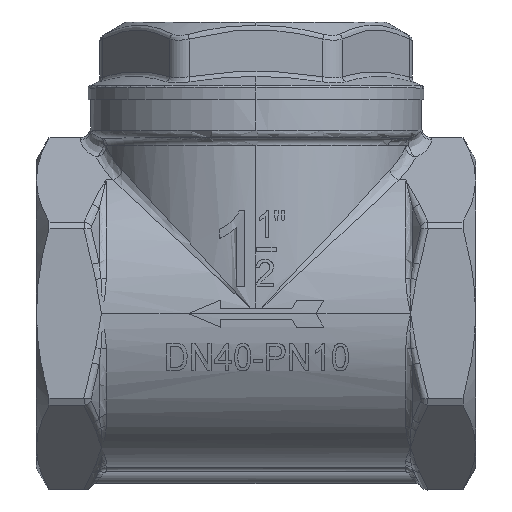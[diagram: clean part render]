
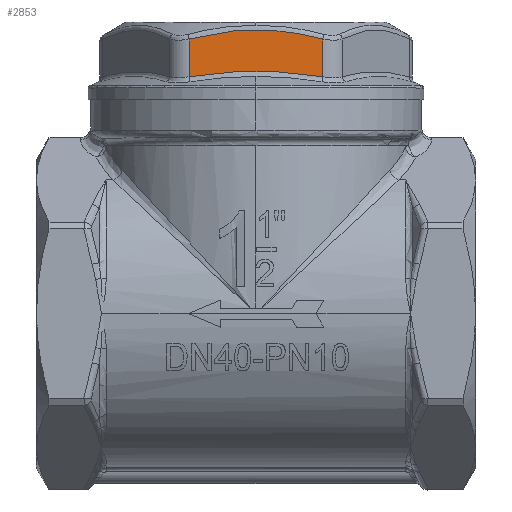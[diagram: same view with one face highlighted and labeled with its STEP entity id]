
A CAD part, top view. The second image highlights one B-rep face of the part: STEP entity #2853.
In plain terms, the highlighted planar face has unit normal (0, 0, 1).
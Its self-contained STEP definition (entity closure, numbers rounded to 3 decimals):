
#377 = EDGE_CURVE ( 'NONE', #23517, #6533, #28574, .T. ) ;
#643 = CARTESIAN_POINT ( 'NONE',  ( 2.042, 52.32, 25.5 ) ) ;
#774 = CARTESIAN_POINT ( 'NONE',  ( -2.12, 52.355, 25.5 ) ) ;
#2359 = CARTESIAN_POINT ( 'NONE',  ( 4.347, 44.576, 25.5 ) ) ;
#2481 = CARTESIAN_POINT ( 'NONE',  ( -12.323, 48.349, 25.5 ) ) ;
#2853 = ADVANCED_FACE ( 'NONE', ( #8041 ), #29459, .T. ) ;
#3249 = CARTESIAN_POINT ( 'NONE',  ( 10.299, 51.193, 25.5 ) ) ;
#3865 = DIRECTION ( 'NONE',  ( 0., 0., 1. ) ) ;
#4480 = CARTESIAN_POINT ( 'NONE',  ( 12.323, 50.668, 25.5 ) ) ;
#4507 = CARTESIAN_POINT ( 'NONE',  ( 12.323, 46.029, 25.5 ) ) ;
#4949 = CARTESIAN_POINT ( 'NONE',  ( 6.097, 44.45, 25.5 ) ) ;
#5326 = B_SPLINE_CURVE_WITH_KNOTS ( 'NONE', 3,
 ( #24792, #9327, #4507, #33001 ),
 .UNSPECIFIED., .F., .F.,
 ( 4, 4 ),
 ( 0., 1. ),
 .UNSPECIFIED. ) ;
#5504 = CARTESIAN_POINT ( 'NONE',  ( -8.272, 51.616, 25.5 ) ) ;
#6533 = VERTEX_POINT ( 'NONE', #31757 ) ;
#6618 = EDGE_CURVE ( 'NONE', #6533, #26583, #17470, .T. ) ;
#7424 = CARTESIAN_POINT ( 'NONE',  ( -6.286, 44.434, 25.5 ) ) ;
#7651 = CARTESIAN_POINT ( 'NONE',  ( -2.026, 44.702, 25.5 ) ) ;
#7758 = CARTESIAN_POINT ( 'NONE',  ( -12.323, 50.668, 25.5 ) ) ;
#8041 = FACE_OUTER_BOUND ( 'NONE', #19637, .T. ) ;
#9312 = CARTESIAN_POINT ( 'NONE',  ( -7.911, 44.284, 25.5 ) ) ;
#9327 = CARTESIAN_POINT ( 'NONE',  ( 12.323, 48.349, 25.5 ) ) ;
#9421 = CARTESIAN_POINT ( 'NONE',  ( -12.323, 43.71, 25.5 ) ) ;
#9893 = CARTESIAN_POINT ( 'NONE',  ( -6.194, 44.442, 25.5 ) ) ;
#10007 = CARTESIAN_POINT ( 'NONE',  ( 5.253, 44.515, 25.5 ) ) ;
#11124 = CARTESIAN_POINT ( 'NONE',  ( 12.323, 50.668, 25.5 ) ) ;
#11916 = CARTESIAN_POINT ( 'NONE',  ( -6.596, 44.408, 25.5 ) ) ;
#11992 = ORIENTED_EDGE ( 'NONE', *, *, #377, .T. ) ;
#12262 = CARTESIAN_POINT ( 'NONE',  ( -9.692, 44.088, 25.5 ) ) ;
#12510 = CARTESIAN_POINT ( 'NONE',  ( 5.707, 44.481, 25.5 ) ) ;
#12842 = CARTESIAN_POINT ( 'NONE',  ( 6.131, 44.447, 25.5 ) ) ;
#13278 = CARTESIAN_POINT ( 'NONE',  ( -4.18, 52.198, 25.5 ) ) ;
#13494 = CARTESIAN_POINT ( 'NONE',  ( -10.303, 51.192, 25.5 ) ) ;
#16040 = CARTESIAN_POINT ( 'NONE',  ( 12.323, 43.71, 25.5 ) ) ;
#16218 = CARTESIAN_POINT ( 'NONE',  ( -12.323, 50.668, 25.5 ) ) ;
#17470 = B_SPLINE_CURVE_WITH_KNOTS ( 'NONE', 3,
 ( #9421, #27467, #12262, #9312, #27353, #11916, #27822, #7424, #20162, #9893, #17554, #7651, #18007, #27934, #2359, #10007, #12510, #20493, #25466, #4949, #12842, #28275, #17790, #22768 ),
 .UNSPECIFIED., .F., .F.,
 ( 4, 1, 1, 1, 1, 1, 2, 2, 2, 1, 1, 1, 1, 1, 2, 2, 4 ),
 ( 0., 0.125, 0.188, 0.219, 0.234, 0.242, 0.246, 0.25, 0.5, 0.625, 0.687, 0.719, 0.734, 0.742, 0.746, 0.75, 1. ),
 .UNSPECIFIED. ) ;
#17554 = CARTESIAN_POINT ( 'NONE',  ( -4.081, 44.616, 25.5 ) ) ;
#17790 = CARTESIAN_POINT ( 'NONE',  ( 10.196, 44.037, 25.5 ) ) ;
#18007 = CARTESIAN_POINT ( 'NONE',  ( 1.013, 44.702, 25.5 ) ) ;
#18794 = CARTESIAN_POINT ( 'NONE',  ( 4.128, 52.17, 25.5 ) ) ;
#18984 = EDGE_CURVE ( 'NONE', #29738, #26583, #5326, .T. ) ;
#19637 = EDGE_LOOP ( 'NONE', ( #11992, #26997, #22792, #28785 ) ) ;
#20162 = CARTESIAN_POINT ( 'NONE',  ( -6.224, 44.44, 25.5 ) ) ;
#20493 = CARTESIAN_POINT ( 'NONE',  ( 5.934, 44.463, 25.5 ) ) ;
#20495 = CARTESIAN_POINT ( 'NONE',  ( -12.323, 46.029, 25.5 ) ) ;
#22768 = CARTESIAN_POINT ( 'NONE',  ( 12.323, 43.71, 25.5 ) ) ;
#22792 = ORIENTED_EDGE ( 'NONE', *, *, #18984, .F. ) ;
#23517 = VERTEX_POINT ( 'NONE', #30798 ) ;
#23660 = CARTESIAN_POINT ( 'NONE',  ( 5.165, 52.057, 25.5 ) ) ;
#24792 = CARTESIAN_POINT ( 'NONE',  ( 12.323, 50.668, 25.5 ) ) ;
#25466 = CARTESIAN_POINT ( 'NONE',  ( 6.032, 44.455, 25.5 ) ) ;
#26237 = CARTESIAN_POINT ( 'NONE',  ( 8.258, 51.619, 25.5 ) ) ;
#26583 = VERTEX_POINT ( 'NONE', #16040 ) ;
#26979 = DIRECTION ( 'NONE',  ( 1., 0., 0. ) ) ;
#26997 = ORIENTED_EDGE ( 'NONE', *, *, #6618, .T. ) ;
#27078 = B_SPLINE_CURVE_WITH_KNOTS ( 'NONE', 3,
 ( #16218, #13494, #5504, #13278, #774, #28820, #643, #18794, #23660, #26237, #3249, #11124 ),
 .UNSPECIFIED., .F., .F.,
 ( 4, 2, 2, 2, 2, 4 ),
 ( 0., 0.25, 0.5, 0.625, 0.75, 1. ),
 .UNSPECIFIED. ) ;
#27353 = CARTESIAN_POINT ( 'NONE',  ( -7.032, 44.369, 25.5 ) ) ;
#27467 = CARTESIAN_POINT ( 'NONE',  ( -11.26, 43.873, 25.5 ) ) ;
#27822 = CARTESIAN_POINT ( 'NONE',  ( -6.379, 44.427, 25.5 ) ) ;
#27934 = CARTESIAN_POINT ( 'NONE',  ( 2.543, 44.67, 25.5 ) ) ;
#28275 = CARTESIAN_POINT ( 'NONE',  ( 8.142, 44.282, 25.5 ) ) ;
#28574 = B_SPLINE_CURVE_WITH_KNOTS ( 'NONE', 3,
 ( #7758, #2481, #20495, #30956 ),
 .UNSPECIFIED., .F., .F.,
 ( 4, 4 ),
 ( 0., 1. ),
 .UNSPECIFIED. ) ;
#28608 = EDGE_CURVE ( 'NONE', #23517, #29738, #27078, .T. ) ;
#28785 = ORIENTED_EDGE ( 'NONE', *, *, #28608, .F. ) ;
#28820 = CARTESIAN_POINT ( 'NONE',  ( 0.996, 52.358, 25.5 ) ) ;
#29237 = CARTESIAN_POINT ( 'NONE',  ( -12.323, 32.999, 25.5 ) ) ;
#29459 = PLANE ( 'NONE',  #32752 ) ;
#29738 = VERTEX_POINT ( 'NONE', #4480 ) ;
#30798 = CARTESIAN_POINT ( 'NONE',  ( -12.323, 50.668, 25.5 ) ) ;
#30956 = CARTESIAN_POINT ( 'NONE',  ( -12.323, 43.71, 25.5 ) ) ;
#31757 = CARTESIAN_POINT ( 'NONE',  ( -12.323, 43.71, 25.5 ) ) ;
#32752 = AXIS2_PLACEMENT_3D ( 'NONE', #29237, #3865, #26979 ) ;
#33001 = CARTESIAN_POINT ( 'NONE',  ( 12.323, 43.71, 25.5 ) ) ;
